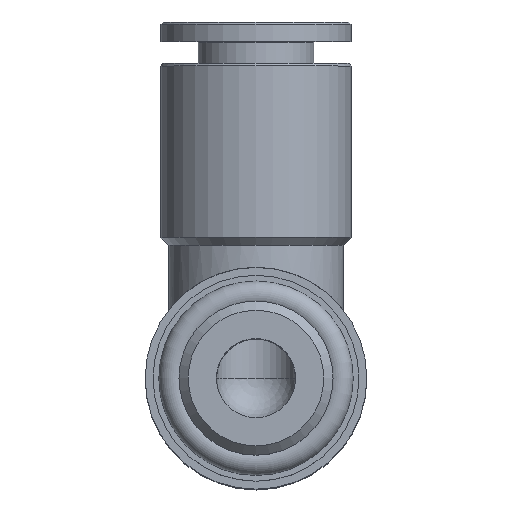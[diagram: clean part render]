
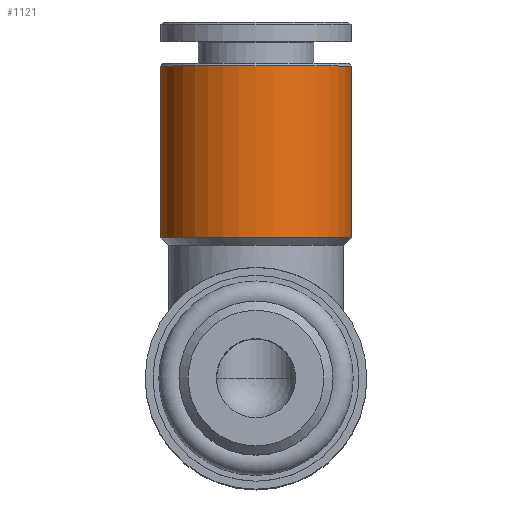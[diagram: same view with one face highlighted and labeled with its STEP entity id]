
A CAD part, top view. The second image highlights one B-rep face of the part: STEP entity #1121.
In plain terms, the highlighted cylindrical face has radius 6 mm (diameter 12 mm), a full revolution.
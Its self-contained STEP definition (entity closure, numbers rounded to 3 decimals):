
#182=ORIENTED_EDGE('',*,*,#289,.F.);
#183=ORIENTED_EDGE('',*,*,#288,.T.);
#288=EDGE_CURVE('',#355,#355,#404,.T.);
#289=EDGE_CURVE('',#356,#356,#405,.T.);
#355=VERTEX_POINT('',#1693);
#356=VERTEX_POINT('',#1696);
#404=CIRCLE('',#1212,6.);
#405=CIRCLE('',#1214,6.);
#487=EDGE_LOOP('',(#182));
#488=EDGE_LOOP('',(#183));
#600=FACE_BOUND('',#487,.T.);
#601=FACE_BOUND('',#488,.T.);
#665=CYLINDRICAL_SURFACE('',#1213,6.);
#1121=ADVANCED_FACE('',(#600,#601),#665,.T.);
#1212=AXIS2_PLACEMENT_3D('',#1692,#1396,#1397);
#1213=AXIS2_PLACEMENT_3D('',#1694,#1398,#1399);
#1214=AXIS2_PLACEMENT_3D('',#1695,#1400,#1401);
#1396=DIRECTION('',(0.,1.,0.));
#1397=DIRECTION('',(-1.,0.,0.));
#1398=DIRECTION('',(0.,1.,0.));
#1399=DIRECTION('',(-1.,0.,0.));
#1400=DIRECTION('',(0.,1.,0.));
#1401=DIRECTION('',(-1.,0.,0.));
#1692=CARTESIAN_POINT('',(0.,8.9,7.5));
#1693=CARTESIAN_POINT('',(-6.,8.9,7.5));
#1694=CARTESIAN_POINT('',(0.,22.5,7.5));
#1695=CARTESIAN_POINT('',(0.,19.727,7.5));
#1696=CARTESIAN_POINT('',(-6.,19.727,7.5));
